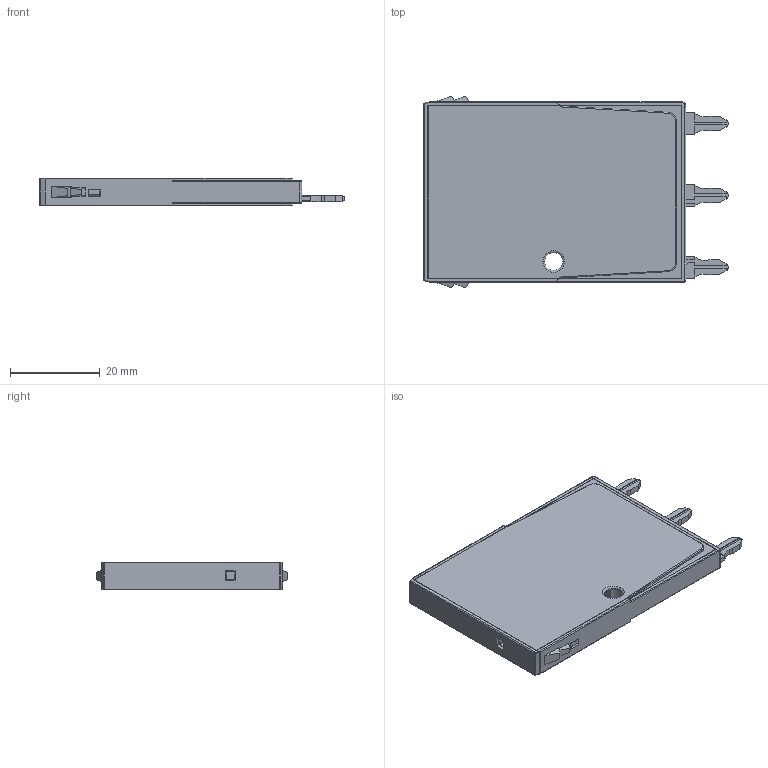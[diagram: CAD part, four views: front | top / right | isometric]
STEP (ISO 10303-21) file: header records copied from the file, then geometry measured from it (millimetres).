
FILE_DESCRIPTION((''),'2;1');
FILE_NAME('MODUL_ASSM_9_9_22_ASM','2025-12-02T13:05:40',('rok.zunic'),('Audax d.o.o.'),'CREO PARAMETRIC BY PTC INC, 2020281','CREO PARAMETRIC BY PTC INC, 2020281','');
FILE_SCHEMA(('AP242_MANAGED_MODEL_BASED_3D_ENGINEERING_MIM_LF { 1 0 10303 442 1 1 4 }'));
Length unit declared in the file: millimetre
Products named in the file (28): OHISJE_MODULA_9_9_2022; PCB_27_10_21_1_AF0; TIV_MODULE_NSBH_AF0; OHISJE__R_3_S_1_AF0; ODKLOPNIK_B__R_2_S_1_AF1; PIN_AKTUATOR__R_1_1_S_1_AF0; PIN_AKTUATOR__R_1_2_S_1_AF0; PIN_AKTUATOR__R_1_S_ASM_1_AF0_ASM; VZMET_NOTRANJA__R_3_S_1_AF1; AKTUATOR_04_01_21__R_ASM_3_S_AS_AF0_ASM; OHISJE__R_3_S_1_AF1; ODKLOPNIK_B__R_2_S_1_AF3; PIN_AKTUATOR__R_1_1_S_1_AF1; PIN_AKTUATOR__R_1_2_S_1_AF1; PIN_AKTUATOR__R_1_S_ASM_1_AF1_ASM; VZMET_NOTRANJA__R_3_S_1_AF3; AKTUATOR_04_01_21__R_ASM_3_S_AS_AF1_ASM; OHISJE__R_3_S_1_AF2; ODKLOPNIK_B__R_2_S_1_AF5; PIN_AKTUATOR__R_1_1_S_1_AF2; PIN_AKTUATOR__R_1_2_S_1_AF2; PIN_AKTUATOR__R_1_S_ASM_1_AF2_ASM; VZMET_NOTRANJA__R_3_S_1_AF5; AKTUATOR_04_01_21__R_ASM_3_S_AS_AF2_ASM; SPD_PCB_ASSM_ASM; SLIDER_1; POKROV_MODULA_2_3_22; MODUL_ASSM_9_9_22_ASM
Assembly tree (27 placements, depth 5):
  MODUL_ASSM_9_9_22_ASM
    OHISJE_MODULA_9_9_2022
    SPD_PCB_ASSM_ASM
      PCB_27_10_21_1_AF0
      TIV_MODULE_NSBH_AF0
      AKTUATOR_04_01_21__R_ASM_3_S_AS_AF0_ASM
        OHISJE__R_3_S_1_AF0
        ODKLOPNIK_B__R_2_S_1_AF1
        PIN_AKTUATOR__R_1_S_ASM_1_AF0_ASM
          PIN_AKTUATOR__R_1_1_S_1_AF0
          PIN_AKTUATOR__R_1_2_S_1_AF0
        VZMET_NOTRANJA__R_3_S_1_AF1
      AKTUATOR_04_01_21__R_ASM_3_S_AS_AF1_ASM
        OHISJE__R_3_S_1_AF1
        ODKLOPNIK_B__R_2_S_1_AF3
        PIN_AKTUATOR__R_1_S_ASM_1_AF1_ASM
          PIN_AKTUATOR__R_1_1_S_1_AF1
          PIN_AKTUATOR__R_1_2_S_1_AF1
        VZMET_NOTRANJA__R_3_S_1_AF3
      AKTUATOR_04_01_21__R_ASM_3_S_AS_AF2_ASM
        OHISJE__R_3_S_1_AF2
        ODKLOPNIK_B__R_2_S_1_AF5
        PIN_AKTUATOR__R_1_S_ASM_1_AF2_ASM
          PIN_AKTUATOR__R_1_1_S_1_AF2
          PIN_AKTUATOR__R_1_2_S_1_AF2
        VZMET_NOTRANJA__R_3_S_1_AF5
    SLIDER_1
    POKROV_MODULA_2_3_22
Bounding box: 67.76 x 42.64 x 6.2 mm (x, y, z)
Volume: 7037.9 mm3; surface area: 15550.1 mm2
Topology: 5 solids, 6 shells, 474 faces, 1257 edges, 804 vertices
Faces by surface type: plane 319, cylinder 91, torus 52, sphere 12
Entity records: 22508 total; most frequent: CARTESIAN_POINT 2695, DIRECTION 2631, ORIENTED_EDGE 2514, PRESENTATION_STYLE_ASSIGNMENT 1647, STYLED_ITEM 1603, CURVE_STYLE 1257, EDGE_CURVE 1257, VECTOR 955
